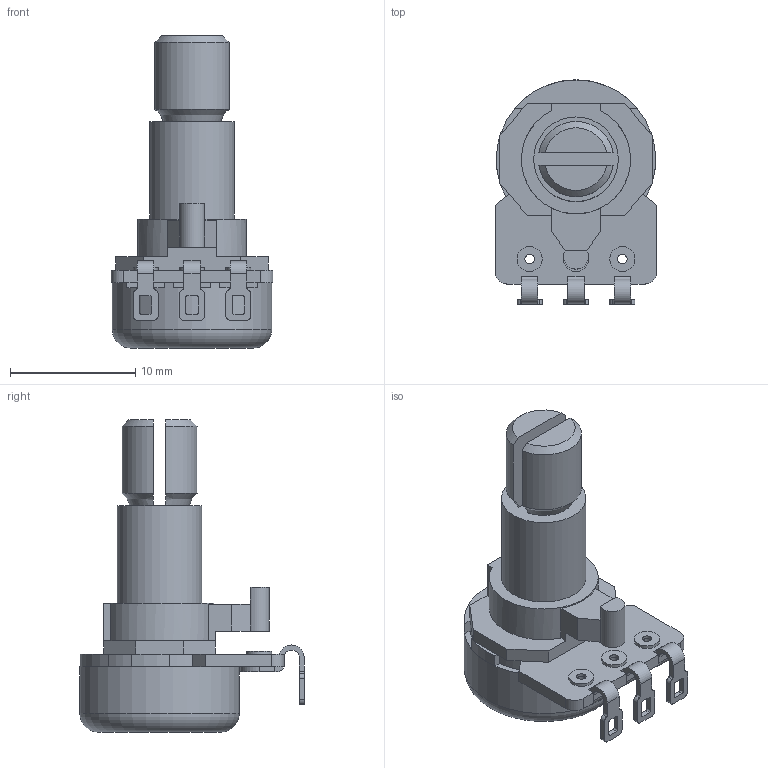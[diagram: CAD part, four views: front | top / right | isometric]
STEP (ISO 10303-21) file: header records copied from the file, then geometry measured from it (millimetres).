
FILE_DESCRIPTION((' '),'2;1');
FILE_NAME('COM-09939 - Rotary Potentiometer.stp','2013-12-29T06:21:04',(' '),(' '),' ','ACIS',' ');
FILE_SCHEMA(('CONFIG_CONTROL_DESIGN'));
Length unit declared in the file: millimetre
Products named in the file (11): COM-09939 - Rotary Potentiometer.stp; Component3; Component5; Component7; Component8; Component9; Component10; Component11; Component12; Component12 Copy1; Component12 Copy2
Assembly tree (10 placements, depth 2):
  COM-09939 - Rotary Potentiometer.stp
    Component3
    Component5
    Component7
    Component8
    Component9
    Component10
    Component11
    Component12
    Component12 Copy1
    Component12 Copy2
Bounding box: 12.9 x 17.9 x 24.91 mm (x, y, z)
Volume: 1587.3 mm3; surface area: 1856.9 mm2
Topology: 12 solids, 12 shells, 197 faces, 519 edges, 346 vertices
Faces by surface type: plane 120, cylinder 66, bspline 8, cone 2, torus 1
Full cylindrical faces by diameter (mm): 0.75 x9, 2 x3, 6.75 x1, 12.72 x1
Entity records: 7692 total; most frequent: CARTESIAN_POINT 1188, DIRECTION 1064, ORIENTED_EDGE 1002, EDGE_CURVE 501, AXIS2_PLACEMENT_3D 361, VERTEX_POINT 343, VECTOR 342, LINE 342
